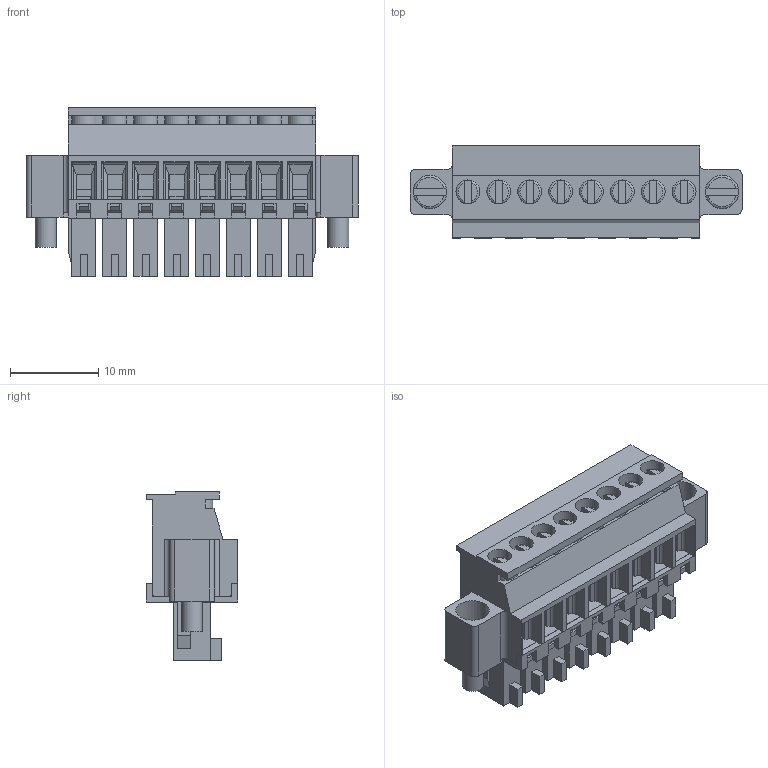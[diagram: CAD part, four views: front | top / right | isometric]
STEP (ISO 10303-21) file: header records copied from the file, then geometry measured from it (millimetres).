
FILE_DESCRIPTION( ( 'Unknown' ), '1' );
FILE_NAME( '691365110008.stp', 'Unknown', ( 'Quentin LAIDEBEUR' ), ( 'WE' ), 'PSStep 15.0.49', 'Sample-box', ' ' );
FILE_SCHEMA( ( 'AUTOMOTIVE_DESIGN { 1 0 10303 214 1 1 1 1 }' ) );
Length unit declared in the file: millimetre
Products named in the file (7): Assem1; 691367110008; 691367110008_Bas; 6913651100xx_Cage; 6913651100xx; 6913651100xx_VIS; 6913651100xx_VIS Flange
Assembly tree (28 placements, depth 2):
  Assem1
    691367110008
    691367110008_Bas
    6913651100xx_Cage  x8
    6913651100xx  x8
    6913651100xx_VIS  x8
    6913651100xx_VIS Flange  x2
Bounding box: 37.6 x 10.4 x 19.1 mm (x, y, z)
Volume: 2503.8 mm3; surface area: 8784.4 mm2
Topology: 28 solids, 28 shells, 1610 faces, 4310 edges, 2750 vertices
Faces by surface type: plane 1280, cylinder 292, torus 38
Full cylindrical faces by diameter (mm): 1.5 x8, 1.7 x8, 1.9 x16, 2.1 x8, 2.4 x2, 2.5 x2, 2.7 x16, 3.8 x4
Entity records: 37492 total; most frequent: CARTESIAN_POINT 5363, ORIENTED_EDGE 5142, DIRECTION 4740, EDGE_CURVE 2571, LINE 2288, VECTOR 2288, VERTEX_POINT 1673, AXIS2_PLACEMENT_3D 1226
